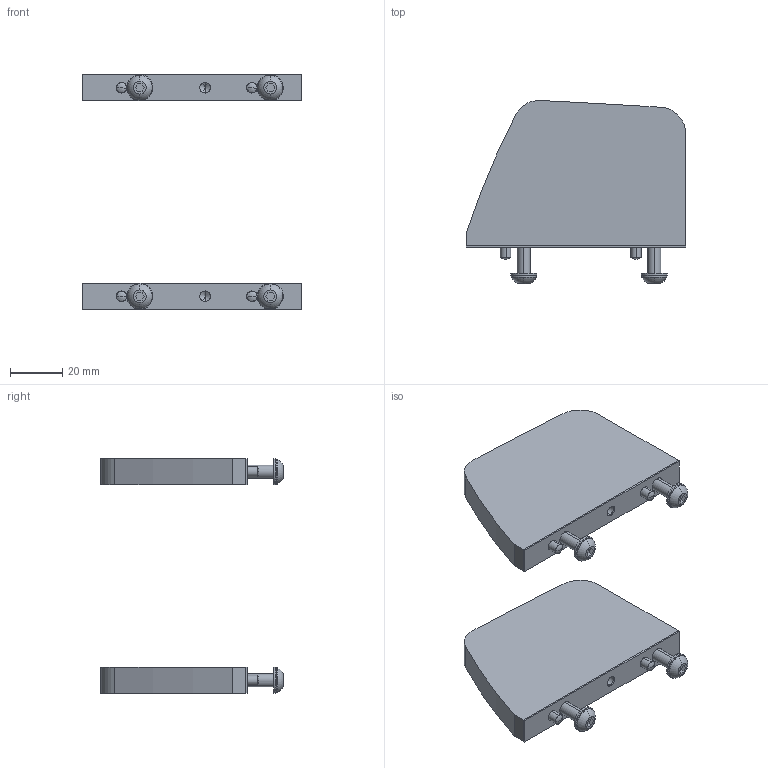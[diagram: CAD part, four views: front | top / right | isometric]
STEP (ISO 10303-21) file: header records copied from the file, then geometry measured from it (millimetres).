
FILE_DESCRIPTION (( 'STEP AP214' ), '1' );
FILE_NAME ('41190~0.STEP', '2018-03-14T09:25:30', ( '' ), ( '' ), 'SwSTEP 2.0', 'SolidWorks 2016', '' );
FILE_SCHEMA (( 'AUTOMOTIVE_DESIGN' ));
Length unit declared in the file: millimetre
Products named in the file (7): DIN6325~n_04,0m6x014; DIN125~n_05,3 M05,0 Fase; 39729~1_S; 41190~0; 39894~2_KUNDE<S>; ISO7380~n_M05,0x020; 39893~3_KUNDE<S>
Assembly tree (16 placements, depth 2):
  41190~0
    39893~3_KUNDE<S>
    39894~2_KUNDE<S>
    39729~1_S  x2
    ISO7380~n_M05,0x020  x4
    DIN6325~n_04,0m6x014  x4
    DIN125~n_05,3 M05,0 Fase  x4
Bounding box: 84 x 70.04 x 90 mm (x, y, z)
Volume: 83643 mm3; surface area: 29452.2 mm2
Topology: 16 solids, 16 shells, 230 faces, 514 edges, 318 vertices
Faces by surface type: cylinder 88, plane 74, cone 44, sphere 16, torus 8
Entity records: 3474 total; most frequent: DIRECTION 606, CARTESIAN_POINT 516, ORIENTED_EDGE 472, AXIS2_PLACEMENT_3D 242, EDGE_CURVE 236, VERTEX_POINT 152, EDGE_LOOP 134, VECTOR 122
